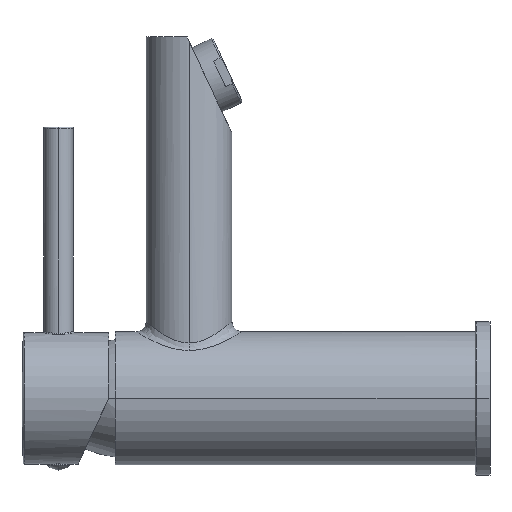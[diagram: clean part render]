
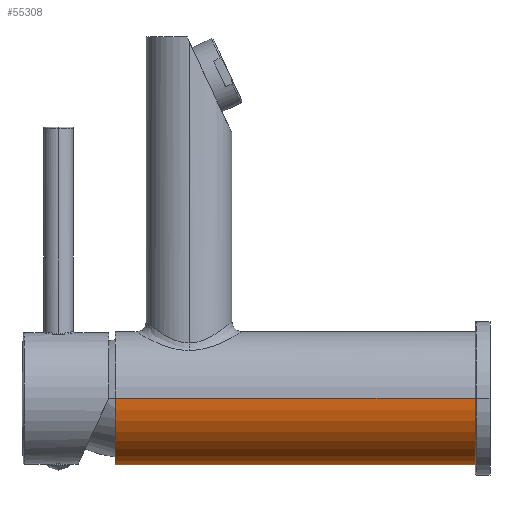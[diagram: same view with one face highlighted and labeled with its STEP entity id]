
A CAD part, left-side view. The second image highlights one B-rep face of the part: STEP entity #55308.
In plain terms, the highlighted cylindrical face has radius 22.5 mm (diameter 45 mm), a partial arc.
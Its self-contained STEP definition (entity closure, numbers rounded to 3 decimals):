
#8970=DIRECTION('',(0.,1.,0.));
#8971=VECTOR('',#8970,122.);
#8972=CARTESIAN_POINT('',(-22.5,0.,0.));
#8973=LINE('',#8972,#8971);
#9164=CARTESIAN_POINT('',(0.,0.,0.));
#9165=DIRECTION('',(0.,1.,0.));
#9166=DIRECTION('',(1.,0.,0.));
#9167=AXIS2_PLACEMENT_3D('',#9164,#9165,#9166);
#9169=DIRECTION('',(0.,1.,0.));
#9170=VECTOR('',#9169,122.);
#9171=CARTESIAN_POINT('',(22.5,0.,0.));
#9172=LINE('',#9171,#9170);
#9173=CARTESIAN_POINT('',(0.,122.,0.));
#9174=DIRECTION('',(0.,1.,0.));
#9175=DIRECTION('',(1.,0.,0.));
#9176=AXIS2_PLACEMENT_3D('',#9173,#9174,#9175);
#39860=CARTESIAN_POINT('',(22.5,122.,0.));
#39861=CARTESIAN_POINT('',(-22.5,122.,0.));
#39862=VERTEX_POINT('',#39860);
#39863=VERTEX_POINT('',#39861);
#49097=CARTESIAN_POINT('',(22.5,0.,0.));
#49098=CARTESIAN_POINT('',(-22.5,0.,0.));
#49099=VERTEX_POINT('',#49097);
#49100=VERTEX_POINT('',#49098);
#55295=CARTESIAN_POINT('',(0.,-1.5,0.));
#55296=DIRECTION('',(0.,1.,0.));
#55297=DIRECTION('',(1.,0.,0.));
#55298=AXIS2_PLACEMENT_3D('',#55295,#55296,#55297);
#55299=CYLINDRICAL_SURFACE('',#55298,22.5);
#55301=ORIENTED_EDGE('',*,*,#55300,.F.);
#55302=ORIENTED_EDGE('',*,*,#55271,.T.);
#55304=ORIENTED_EDGE('',*,*,#55303,.T.);
#55305=ORIENTED_EDGE('',*,*,#55267,.F.);
#55306=EDGE_LOOP('',(#55301,#55302,#55304,#55305));
#55307=FACE_OUTER_BOUND('',#55306,.F.);
#55308=ADVANCED_FACE('',(#55307),#55299,.T.);
#9168=CIRCLE('',#9167,22.5);
#9177=CIRCLE('',#9176,22.5);
#55267=EDGE_CURVE('',#49100,#39863,#8973,.T.);
#55271=EDGE_CURVE('',#49099,#39862,#9172,.T.);
#55300=EDGE_CURVE('',#49099,#49100,#9168,.T.);
#55303=EDGE_CURVE('',#39862,#39863,#9177,.T.);
